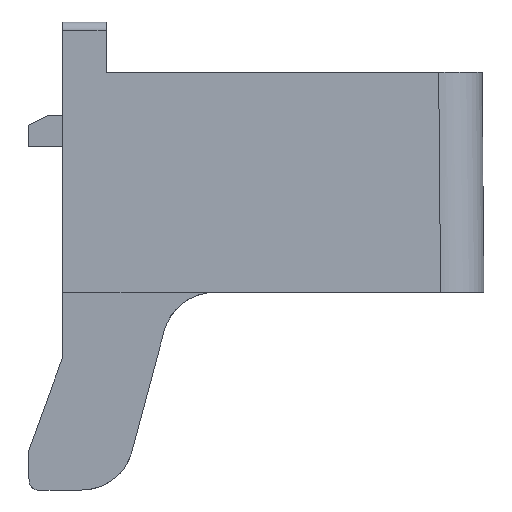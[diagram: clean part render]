
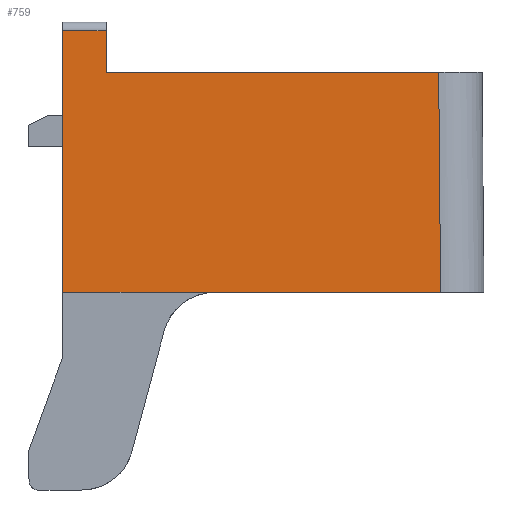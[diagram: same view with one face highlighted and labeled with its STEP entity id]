
A CAD part, front view. The second image highlights one B-rep face of the part: STEP entity #759.
In plain terms, the highlighted planar face has unit normal (0, -1, 0.009).
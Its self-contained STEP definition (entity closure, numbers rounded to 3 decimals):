
#759=ADVANCED_FACE('',(#1326),#1001,.T.);
#1001=PLANE('',#6926);
#1326=FACE_OUTER_BOUND('',#1694,.T.);
#1694=EDGE_LOOP('',(#3477,#3478,#3479,#3480,#3481,#3482,#3483));
#3477=ORIENTED_EDGE('',*,*,#4539,.T.);
#3478=ORIENTED_EDGE('',*,*,#4474,.T.);
#3479=ORIENTED_EDGE('',*,*,#5049,.F.);
#3480=ORIENTED_EDGE('',*,*,#4443,.T.);
#3481=ORIENTED_EDGE('',*,*,#4408,.F.);
#3482=ORIENTED_EDGE('',*,*,#4639,.T.);
#3483=ORIENTED_EDGE('',*,*,#5041,.T.);
#3753=VERTEX_POINT('',#9649);
#3754=VERTEX_POINT('',#9650);
#3777=VERTEX_POINT('',#9702);
#3793=VERTEX_POINT('',#9790);
#3795=VERTEX_POINT('',#9793);
#3843=VERTEX_POINT('',#9925);
#3903=VERTEX_POINT('',#10278);
#4408=EDGE_CURVE('',#3753,#3754,#5268,.T.);
#4443=EDGE_CURVE('',#3777,#3754,#5288,.T.);
#4474=EDGE_CURVE('',#3795,#3793,#5312,.T.);
#4539=EDGE_CURVE('',#3843,#3795,#5366,.T.);
#4639=EDGE_CURVE('',#3753,#3903,#5435,.T.);
#5041=EDGE_CURVE('',#3903,#3843,#5737,.T.);
#5049=EDGE_CURVE('',#3777,#3793,#5743,.T.);
#5268=LINE('',#9648,#5964);
#5288=LINE('',#9729,#5984);
#5312=LINE('',#9792,#6008);
#5366=LINE('',#9924,#6062);
#5435=LINE('',#10280,#6134);
#5737=LINE('',#11592,#6454);
#5743=LINE('',#11612,#6460);
#5964=VECTOR('',#7318,1.);
#5984=VECTOR('',#7374,1.);
#6008=VECTOR('',#7446,1.);
#6062=VECTOR('',#7560,1.);
#6134=VECTOR('',#7746,1.);
#6454=VECTOR('',#8516,1.);
#6460=VECTOR('',#8550,1.);
#6926=AXIS2_PLACEMENT_3D('',#11613,#8551,#8552);
#7318=DIRECTION('',(-1.,0.,0.));
#7374=DIRECTION('',(1.,0.,0.));
#7446=DIRECTION('',(-1.,0.,0.));
#7560=DIRECTION('',(0.,0.009,1.));
#7746=DIRECTION('',(-0.009,0.009,1.));
#8516=DIRECTION('',(-1.,0.,0.));
#8550=DIRECTION('',(0.,0.009,1.));
#8551=DIRECTION('',(0.,-1.,0.009));
#8552=DIRECTION('',(0.,0.009,1.));
#9648=CARTESIAN_POINT('',(-8.,-11.6,0.));
#9649=CARTESIAN_POINT('',(8.,-11.6,0.));
#9650=CARTESIAN_POINT('',(-5.048,-11.6,0.));
#9702=CARTESIAN_POINT('',(-13.8,-11.6,0.));
#9729=CARTESIAN_POINT('',(-1.65,-11.6,0.));
#9790=CARTESIAN_POINT('',(-13.8,-11.468,15.104));
#9792=CARTESIAN_POINT('',(-13.8,-11.468,15.104));
#9793=CARTESIAN_POINT('',(-11.3,-11.468,15.104));
#9924=CARTESIAN_POINT('',(-11.3,-11.6,0.));
#9925=CARTESIAN_POINT('',(-11.3,-11.489,12.7));
#10278=CARTESIAN_POINT('',(7.889,-11.489,12.7));
#10280=CARTESIAN_POINT('',(7.889,-11.489,12.678));
#11592=CARTESIAN_POINT('',(-1.65,-11.489,12.7));
#11612=CARTESIAN_POINT('',(-13.8,-11.512,10.075));
#11613=CARTESIAN_POINT('',(-1.65,-11.6,0.));
